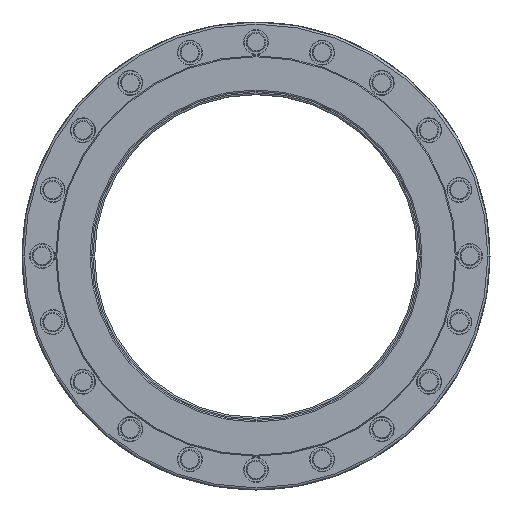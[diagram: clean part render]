
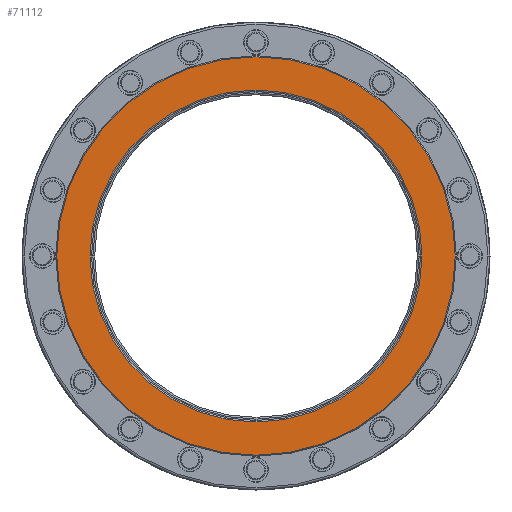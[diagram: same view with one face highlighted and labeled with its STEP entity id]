
A CAD part, left-side view. The second image highlights one B-rep face of the part: STEP entity #71112.
In plain terms, the highlighted planar face has unit normal (-1, 0, 0).
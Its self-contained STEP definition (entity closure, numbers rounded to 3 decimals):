
#24620=CARTESIAN_POINT('',(0.,0.,0.));
#24621=DIRECTION('',(-1.,0.,0.));
#24622=DIRECTION('',(0.,1.,0.));
#24623=AXIS2_PLACEMENT_3D('',#24620,#24621,#24622);
#24625=CARTESIAN_POINT('',(0.,0.,0.));
#24626=DIRECTION('',(1.,0.,0.));
#24627=DIRECTION('',(0.,1.,0.));
#24628=AXIS2_PLACEMENT_3D('',#24625,#24626,#24627);
#24630=CARTESIAN_POINT('',(0.,0.,0.));
#24631=DIRECTION('',(-1.,0.,0.));
#24632=DIRECTION('',(0.,-1.,0.));
#24633=AXIS2_PLACEMENT_3D('',#24630,#24631,#24632);
#24635=CARTESIAN_POINT('',(0.,0.,0.));
#24636=DIRECTION('',(-1.,0.,0.));
#24637=DIRECTION('',(0.,1.,0.));
#24638=AXIS2_PLACEMENT_3D('',#24635,#24636,#24637);
#45758=CARTESIAN_POINT('',(0.,272.5,0.));
#45760=VERTEX_POINT('',#45758);
#45762=CARTESIAN_POINT('',(0.,-272.5,0.));
#45764=VERTEX_POINT('',#45762);
#45809=CARTESIAN_POINT('',(0.,-227.,0.));
#45810=CARTESIAN_POINT('',(0.,227.,0.));
#45811=VERTEX_POINT('',#45809);
#45812=VERTEX_POINT('',#45810);
#71097=CARTESIAN_POINT('',(0.,0.,0.));
#71098=DIRECTION('',(1.,0.,0.));
#71099=DIRECTION('',(0.,-1.,0.));
#71100=AXIS2_PLACEMENT_3D('',#71097,#71098,#71099);
#71101=PLANE('',#71100);
#71103=ORIENTED_EDGE('',*,*,#71102,.F.);
#71105=ORIENTED_EDGE('',*,*,#71104,.T.);
#71106=EDGE_LOOP('',(#71103,#71105));
#71107=FACE_OUTER_BOUND('',#71106,.F.);
#71108=ORIENTED_EDGE('',*,*,#71079,.T.);
#71109=ORIENTED_EDGE('',*,*,#71064,.T.);
#71110=EDGE_LOOP('',(#71108,#71109));
#71111=FACE_BOUND('',#71110,.F.);
#71112=ADVANCED_FACE('',(#71107,#71111),#71101,.F.);
#24624=CIRCLE('',#24623,272.5);
#24629=CIRCLE('',#24628,272.5);
#24634=CIRCLE('',#24633,227.);
#24639=CIRCLE('',#24638,227.);
#71064=EDGE_CURVE('',#45812,#45811,#24639,.T.);
#71079=EDGE_CURVE('',#45811,#45812,#24634,.T.);
#71102=EDGE_CURVE('',#45760,#45764,#24624,.T.);
#71104=EDGE_CURVE('',#45760,#45764,#24629,.T.);
